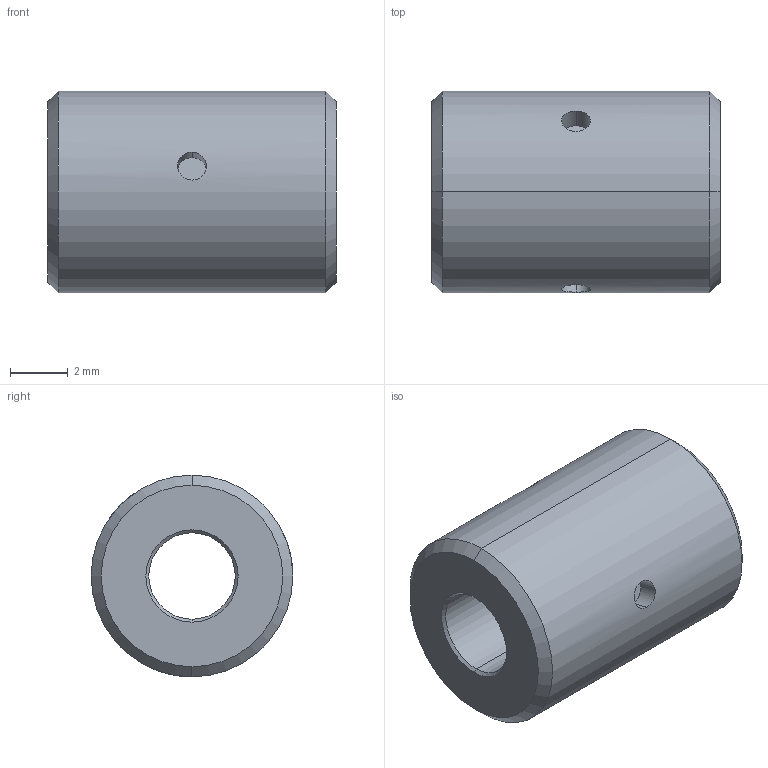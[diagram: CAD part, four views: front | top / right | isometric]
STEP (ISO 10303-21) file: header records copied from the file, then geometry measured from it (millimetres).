
FILE_DESCRIPTION(('STEP AP214'),'1');
FILE_NAME('dbl_307x.stp','2019-04-15T17:00:07',('TraceParts'),('TraceParts S.A.'),'Spatial InterOp 3D',' ',' ');
FILE_SCHEMA(('AUTOMOTIVE_DESIGN { 1 0 10303 214 1 1 1 1 }'));
Length unit declared in the file: millimetre
Products named in the file (1): dbl_307x
Bounding box: 10 x 7 x 7 mm (x, y, z)
Volume: 309.7 mm3; surface area: 373.5 mm2
Topology: 1 solids, 1 shells, 23 faces, 46 edges, 28 vertices
Faces by surface type: cylinder 10, cone 8, plane 5
Entity records: 859 total; most frequent: CARTESIAN_POINT 158, DIRECTION 110, ORIENTED_EDGE 92, AXIS2_PLACEMENT_3D 46, EDGE_CURVE 46, EDGE_LOOP 28, VERTEX_POINT 28, STYLED_ITEM 24
